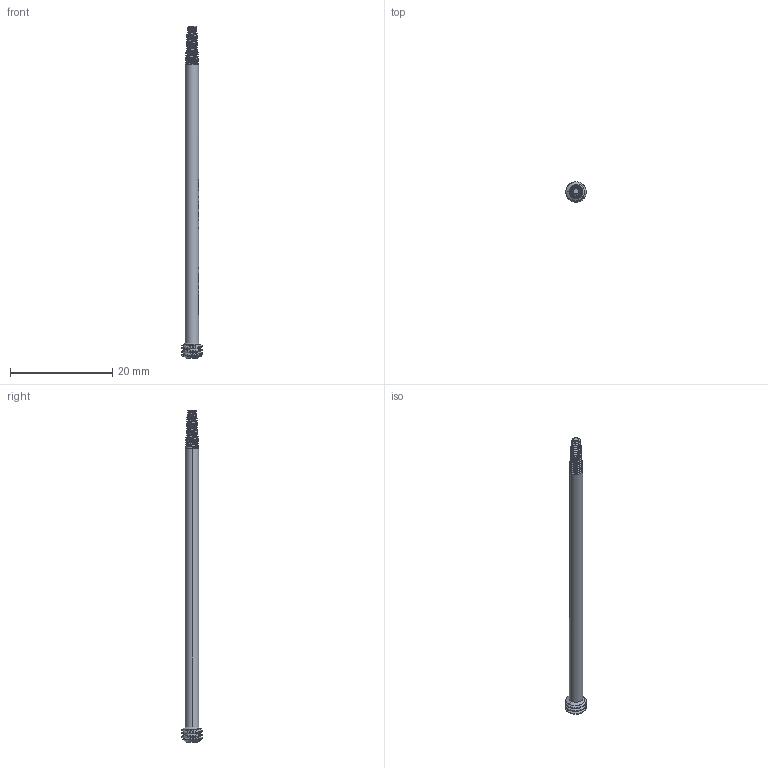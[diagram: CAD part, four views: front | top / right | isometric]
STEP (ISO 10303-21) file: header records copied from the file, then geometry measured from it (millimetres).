
FILE_DESCRIPTION (( 'STEP AP214' ), '1' );
FILE_NAME ('MOD-BZ-118-01-1.STEP', '2021-01-25T14:06:10', ( '' ), ( '' ), 'SwSTEP 2.0', 'SolidWorks 2020', '' );
FILE_SCHEMA (( 'AUTOMOTIVE_DESIGN' ));
Length unit declared in the file: millimetre
Products named in the file (1): MOD-BZ-118-01-1
Bounding box: 4 x 4 x 65 mm (x, y, z)
Volume: 341.3 mm3; surface area: 579.9 mm2
Topology: 1 solids, 1 shells, 335 faces, 970 edges, 645 vertices
Faces by surface type: bspline 116, plane 113, cylinder 67, cone 39
Entity records: 27560 total; most frequent: CARTESIAN_POINT 19903, ORIENTED_EDGE 1940, DIRECTION 1075, EDGE_CURVE 970, VERTEX_POINT 645, B_SPLINE_CURVE_WITH_KNOTS 490, AXIS2_PLACEMENT_3D 392, EDGE_LOOP 343
